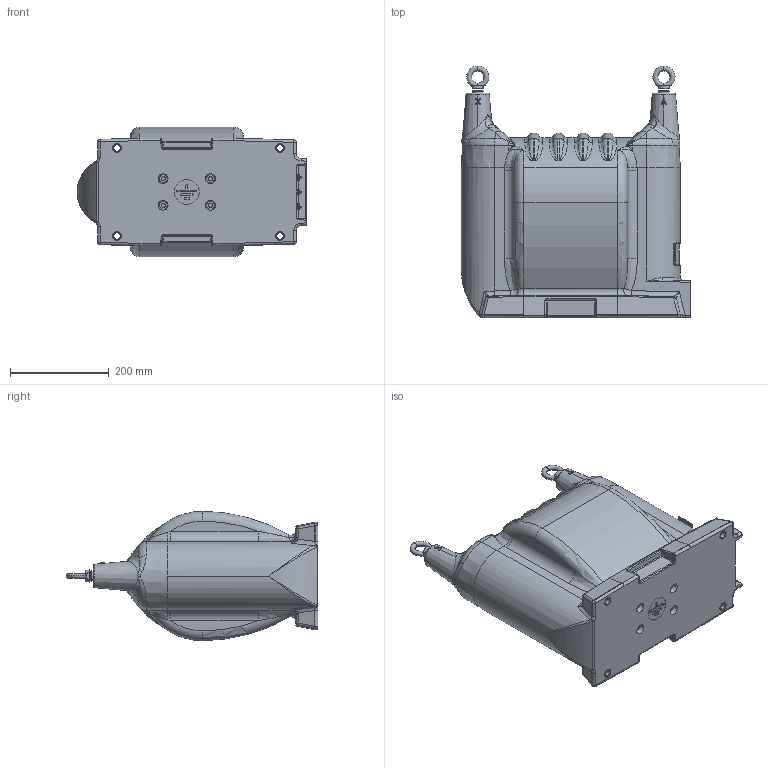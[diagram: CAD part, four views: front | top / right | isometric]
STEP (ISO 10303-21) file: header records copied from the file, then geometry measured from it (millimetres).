
FILE_DESCRIPTION (( 'STEP AP203' ), '1' );
FILE_NAME ('ﾎﾋﾑ-2,5-20.STEP', '2022-08-01T12:48:34', ( '' ), ( '' ), 'SwSTEP 2.0', 'SolidWorks 2010', '' );
FILE_SCHEMA (( 'CONFIG_CONTROL_DESIGN' ));
Length unit declared in the file: millimetre
Products named in the file (1): ﾎﾋﾑ-2,5-20
Bounding box: 465.01 x 510 x 262 mm (x, y, z)
Surface area: 681587.3 mm2 (no closed solid volume)
Topology: 0 solids, 39 shells, 754 faces, 2129 edges, 1372 vertices
Faces by surface type: plane 212, cylinder 207, bspline 165, cone 82, torus 60, sphere 28
Entity records: 35536 total; most frequent: CARTESIAN_POINT 17376, ORIENTED_EDGE 3730, DIRECTION 3692, EDGE_CURVE 2097, AXIS2_PLACEMENT_3D 1472, VERTEX_POINT 1372, CIRCLE 882, EDGE_LOOP 836
